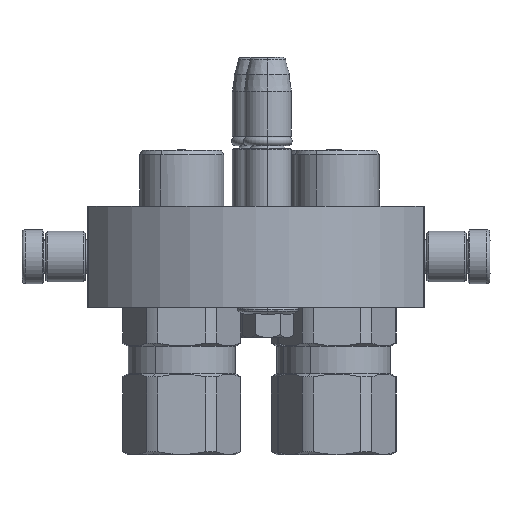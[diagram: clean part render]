
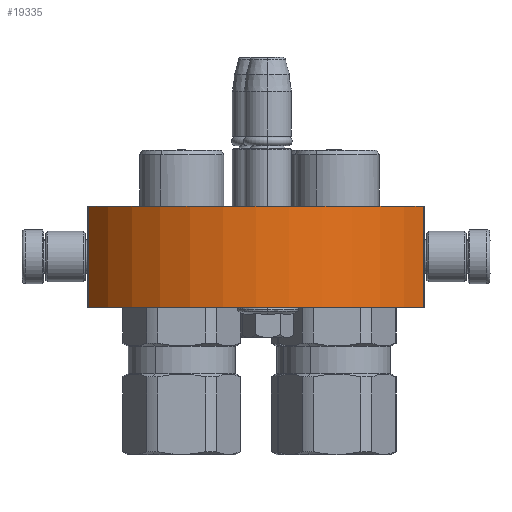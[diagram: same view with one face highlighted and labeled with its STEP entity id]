
A CAD part, left-side view. The second image highlights one B-rep face of the part: STEP entity #19335.
In plain terms, the highlighted cylindrical face has radius 57.25 mm (diameter 114.5 mm), a partial arc.
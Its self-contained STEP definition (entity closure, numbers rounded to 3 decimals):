
#3091 = VERTEX_POINT ( 'NONE', #41091 ) ;
#3757 = CARTESIAN_POINT ( 'NONE',  ( 0., 0., 0. ) ) ;
#7064 = DIRECTION ( 'NONE',  ( 0., -1., 0. ) ) ;
#8111 = EDGE_CURVE ( 'NONE', #21023, #18110, #39449, .T. ) ;
#11033 = DIRECTION ( 'NONE',  ( 0.865, 0., -0.502 ) ) ;
#12167 = EDGE_CURVE ( 'NONE', #21023, #3091, #32077, .T. ) ;
#13095 = DIRECTION ( 'NONE',  ( 1., 0., 0. ) ) ;
#13915 = AXIS2_PLACEMENT_3D ( 'NONE', #3757, #7064, #13095 ) ;
#14424 = AXIS2_PLACEMENT_3D ( 'NONE', #20042, #19620, #23319 ) ;
#15844 = CARTESIAN_POINT ( 'NONE',  ( 49.5, 30., -28.763 ) ) ;
#16995 = CARTESIAN_POINT ( 'NONE',  ( -49.5, 30., -28.763 ) ) ;
#18110 = VERTEX_POINT ( 'NONE', #15844 ) ;
#19335 = ADVANCED_FACE ( 'NONE', ( #26446 ), #20861, .T. ) ;
#19620 = DIRECTION ( 'NONE',  ( 0., 1., 0. ) ) ;
#20042 = CARTESIAN_POINT ( 'NONE',  ( 0., 0., 0. ) ) ;
#20799 = VERTEX_POINT ( 'NONE', #16995 ) ;
#20861 = CYLINDRICAL_SURFACE ( 'NONE', #13915, 57.25 ) ;
#21023 = VERTEX_POINT ( 'NONE', #28508 ) ;
#21074 = CARTESIAN_POINT ( 'NONE',  ( 0., 30., 0. ) ) ;
#22591 = CARTESIAN_POINT ( 'NONE',  ( -49.5, 0., -28.763 ) ) ;
#22996 = VECTOR ( 'NONE', #23591, 1000. ) ;
#23319 = DIRECTION ( 'NONE',  ( 0.865, 0., -0.502 ) ) ;
#23430 = CARTESIAN_POINT ( 'NONE',  ( 49.5, 0., -28.763 ) ) ;
#23460 = ORIENTED_EDGE ( 'NONE', *, *, #12167, .T. ) ;
#23591 = DIRECTION ( 'NONE',  ( 0., 1., 0. ) ) ;
#24350 = DIRECTION ( 'NONE',  ( 0., 1., 0. ) ) ;
#24795 = EDGE_LOOP ( 'NONE', ( #34010, #35113, #23460, #29322 ) ) ;
#25947 = CIRCLE ( 'NONE', #28266, 57.25 ) ;
#26446 = FACE_OUTER_BOUND ( 'NONE', #24795, .T. ) ;
#27656 = VECTOR ( 'NONE', #39900, 1000. ) ;
#28266 = AXIS2_PLACEMENT_3D ( 'NONE', #21074, #24350, #11033 ) ;
#28508 = CARTESIAN_POINT ( 'NONE',  ( 49.5, 0., -28.763 ) ) ;
#29322 = ORIENTED_EDGE ( 'NONE', *, *, #39592, .T. ) ;
#30132 = LINE ( 'NONE', #22591, #22996 ) ;
#32077 = CIRCLE ( 'NONE', #14424, 57.25 ) ;
#33215 = EDGE_CURVE ( 'NONE', #18110, #20799, #25947, .T. ) ;
#34010 = ORIENTED_EDGE ( 'NONE', *, *, #33215, .F. ) ;
#35113 = ORIENTED_EDGE ( 'NONE', *, *, #8111, .F. ) ;
#39449 = LINE ( 'NONE', #23430, #27656 ) ;
#39592 = EDGE_CURVE ( 'NONE', #3091, #20799, #30132, .T. ) ;
#39900 = DIRECTION ( 'NONE',  ( 0., 1., 0. ) ) ;
#41091 = CARTESIAN_POINT ( 'NONE',  ( -49.5, 0., -28.763 ) ) ;
